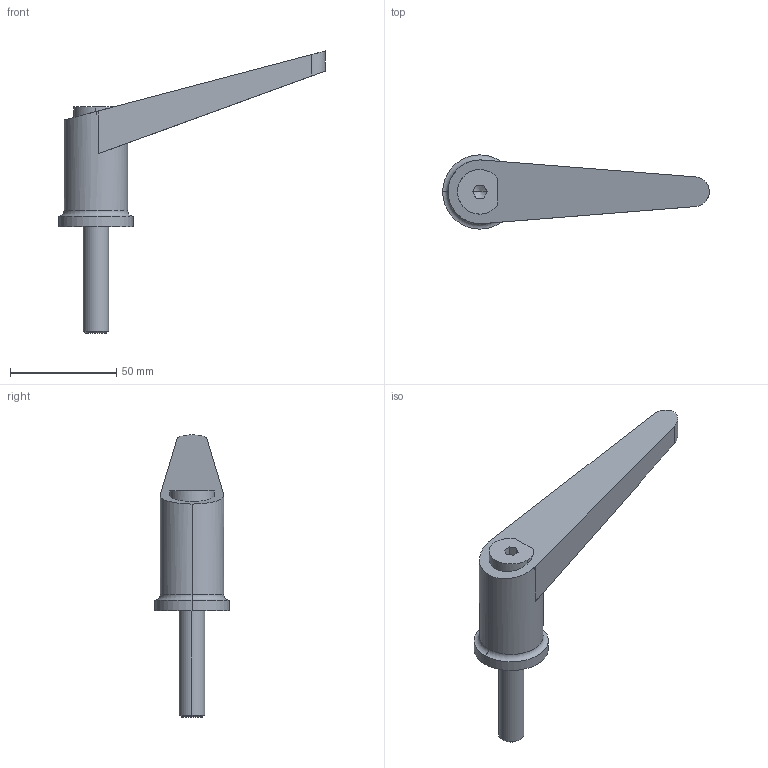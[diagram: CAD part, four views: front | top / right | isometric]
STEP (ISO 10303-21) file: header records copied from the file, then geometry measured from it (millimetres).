
FILE_DESCRIPTION(('STEP AP214'),'1');
FILE_NAME(' ',' ',('TraceParts'),('TraceParts S.A.'),'XStep 1.0',' ',' ');
FILE_SCHEMA(('automotive_design'));
Length unit declared in the file: millimetre
Products named in the file (1): 1
Bounding box: 125.5 x 35 x 132.83 mm (x, y, z)
Volume: 51797.9 mm3; surface area: 18731.2 mm2
Topology: 1 solids, 1 shells, 42 faces, 101 edges, 63 vertices
Faces by surface type: plane 22, cylinder 12, cone 6, torus 2
Entity records: 2375 total; most frequent: DIRECTION 219, CARTESIAN_POINT 217, STYLED_ITEM 205, PRESENTATION_STYLE_ASSIGNMENT 205, COLOUR_RGB 205, ORIENTED_EDGE 198, EDGE_CURVE 99, CURVE_STYLE 99
